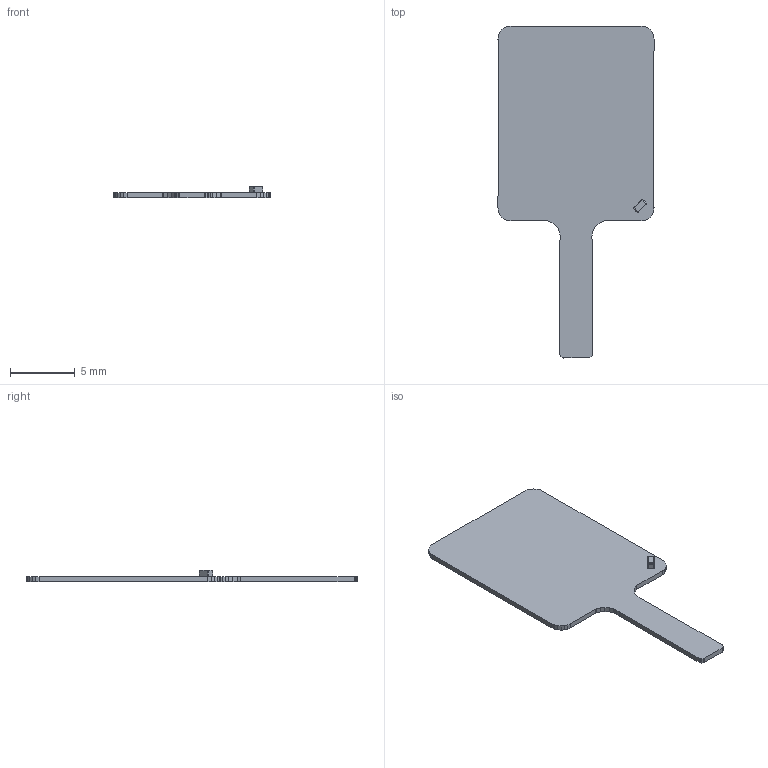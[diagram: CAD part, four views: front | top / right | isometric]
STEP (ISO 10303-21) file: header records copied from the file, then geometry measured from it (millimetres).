
FILE_DESCRIPTION(('Open CASCADE Model'),'2;1');
FILE_NAME('Open CASCADE Shape Model','2016-04-06T14:45:53',('Author'),( 'Open CASCADE'),'Open CASCADE STEP processor 6.2','Open CASCADE 6.2' ,'Unknown');
FILE_SCHEMA(('AUTOMOTIVE_DESIGN { 1 0 10303 214 1 1 1 1 }'));
Length unit declared in the file: millimetre
Products named in the file (4): PCB; Board; C1; User_Library-0402(1005M)_Cap
Assembly tree (3 placements, depth 3):
  PCB
    Board
    C1
      User_Library-0402(1005M)_Cap
Bounding box: 12.02 x 25.57 x 0.89 mm (x, y, z)
Volume: 80.9 mm3; surface area: 444.2 mm2
Topology: 4 solids, 4 shells, 188 faces, 503 edges, 322 vertices
Faces by surface type: plane 117, bspline 51, cylinder 20
Entity records: 16215 total; most frequent: CARTESIAN_POINT 6214, DIRECTION 1359, ORIENTED_EDGE 990, PCURVE 990, DEFINITIONAL_REPRESENTATION 990, LINE 981, VECTOR 981, EDGE_CURVE 495
